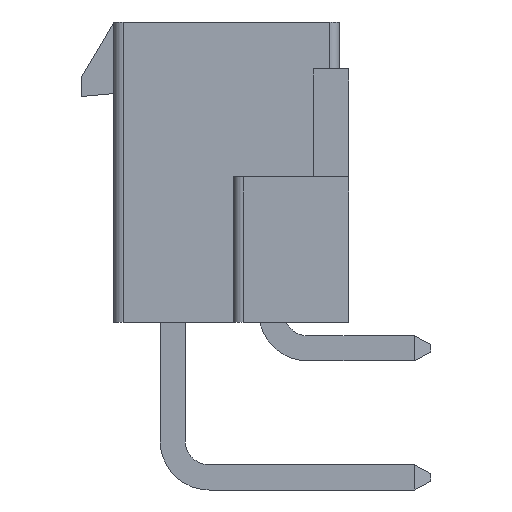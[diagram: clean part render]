
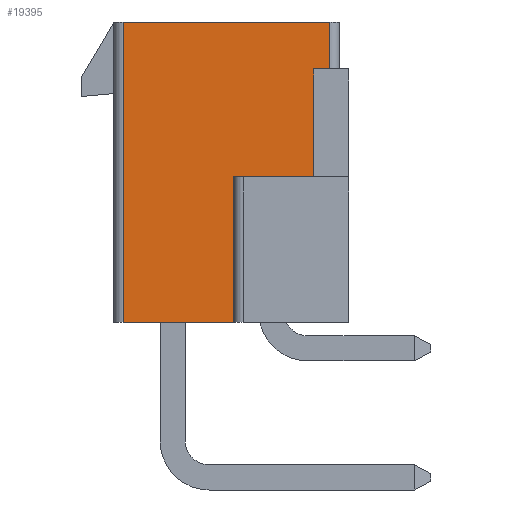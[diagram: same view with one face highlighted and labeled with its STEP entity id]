
A CAD part, left-side view. The second image highlights one B-rep face of the part: STEP entity #19395.
In plain terms, the highlighted planar face has unit normal (-1, 0, 0).
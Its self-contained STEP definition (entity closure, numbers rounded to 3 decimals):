
#485=DIRECTION('',(0.,1.,0.));
#486=VECTOR('',#485,8.8);
#487=CARTESIAN_POINT('',(-25.8,0.8,0.));
#488=LINE('',#487,#486);
#1072=DIRECTION('',(0.,1.,0.));
#1073=VECTOR('',#1072,4.7);
#1074=CARTESIAN_POINT('',(-25.8,4.9,-12.8));
#1075=LINE('',#1074,#1073);
#6651=DIRECTION('',(0.,1.,0.));
#6652=VECTOR('',#6651,0.7);
#6653=CARTESIAN_POINT('',(-25.8,0.8,-2.));
#6654=LINE('',#6653,#6652);
#6655=DIRECTION('',(0.,0.,-1.));
#6656=VECTOR('',#6655,4.6);
#6657=CARTESIAN_POINT('',(-25.8,1.5,-2.));
#6658=LINE('',#6657,#6656);
#6659=DIRECTION('',(0.,1.,0.));
#6660=VECTOR('',#6659,3.4);
#6661=CARTESIAN_POINT('',(-25.8,1.5,-6.6));
#6662=LINE('',#6661,#6660);
#6663=DIRECTION('',(0.,0.,1.));
#6664=VECTOR('',#6663,6.2);
#6665=CARTESIAN_POINT('',(-25.8,4.9,-12.8));
#6666=LINE('',#6665,#6664);
#6676=DIRECTION('',(0.,0.,1.));
#6677=VECTOR('',#6676,12.8);
#6678=CARTESIAN_POINT('',(-25.8,9.6,-12.8));
#6679=LINE('',#6678,#6677);
#6729=DIRECTION('',(0.,0.,1.));
#6730=VECTOR('',#6729,2.);
#6731=CARTESIAN_POINT('',(-25.8,0.8,-2.));
#6732=LINE('',#6731,#6730);
#6839=CARTESIAN_POINT('',(-25.8,4.9,-12.8));
#6840=CARTESIAN_POINT('',(-25.8,4.9,-6.6));
#6841=VERTEX_POINT('',#6839);
#6842=VERTEX_POINT('',#6840);
#6923=CARTESIAN_POINT('',(-25.8,1.5,-2.));
#6924=CARTESIAN_POINT('',(-25.8,1.5,-6.6));
#6925=VERTEX_POINT('',#6923);
#6926=VERTEX_POINT('',#6924);
#7083=CARTESIAN_POINT('',(-25.8,9.6,0.));
#7084=VERTEX_POINT('',#7083);
#7085=CARTESIAN_POINT('',(-25.8,9.6,-12.8));
#7086=VERTEX_POINT('',#7085);
#7095=CARTESIAN_POINT('',(-25.8,0.8,-2.));
#7096=CARTESIAN_POINT('',(-25.8,0.8,0.));
#7097=VERTEX_POINT('',#7095);
#7098=VERTEX_POINT('',#7096);
#19377=CARTESIAN_POINT('',(-25.8,0.4,0.));
#19378=DIRECTION('',(-1.,0.,0.));
#19379=DIRECTION('',(0.,1.,0.));
#19380=AXIS2_PLACEMENT_3D('',#19377,#19378,#19379);
#19381=PLANE('',#19380);
#19383=ORIENTED_EDGE('',*,*,#19382,.T.);
#19384=ORIENTED_EDGE('',*,*,#8938,.F.);
#19386=ORIENTED_EDGE('',*,*,#19385,.F.);
#19387=ORIENTED_EDGE('',*,*,#19052,.T.);
#19388=ORIENTED_EDGE('',*,*,#19369,.T.);
#19389=ORIENTED_EDGE('',*,*,#19133,.T.);
#19391=ORIENTED_EDGE('',*,*,#19390,.F.);
#19392=ORIENTED_EDGE('',*,*,#9541,.T.);
#19393=EDGE_LOOP('',(#19383,#19384,#19386,#19387,#19388,#19389,#19391,#19392));
#19394=FACE_OUTER_BOUND('',#19393,.F.);
#19395=ADVANCED_FACE('',(#19394),#19381,.T.);
#8938=EDGE_CURVE('',#7098,#7084,#488,.T.);
#9541=EDGE_CURVE('',#6841,#7086,#1075,.T.);
#19052=EDGE_CURVE('',#7097,#6925,#6654,.T.);
#19133=EDGE_CURVE('',#6926,#6842,#6662,.T.);
#19369=EDGE_CURVE('',#6925,#6926,#6658,.T.);
#19382=EDGE_CURVE('',#7086,#7084,#6679,.T.);
#19385=EDGE_CURVE('',#7097,#7098,#6732,.T.);
#19390=EDGE_CURVE('',#6841,#6842,#6666,.T.);
